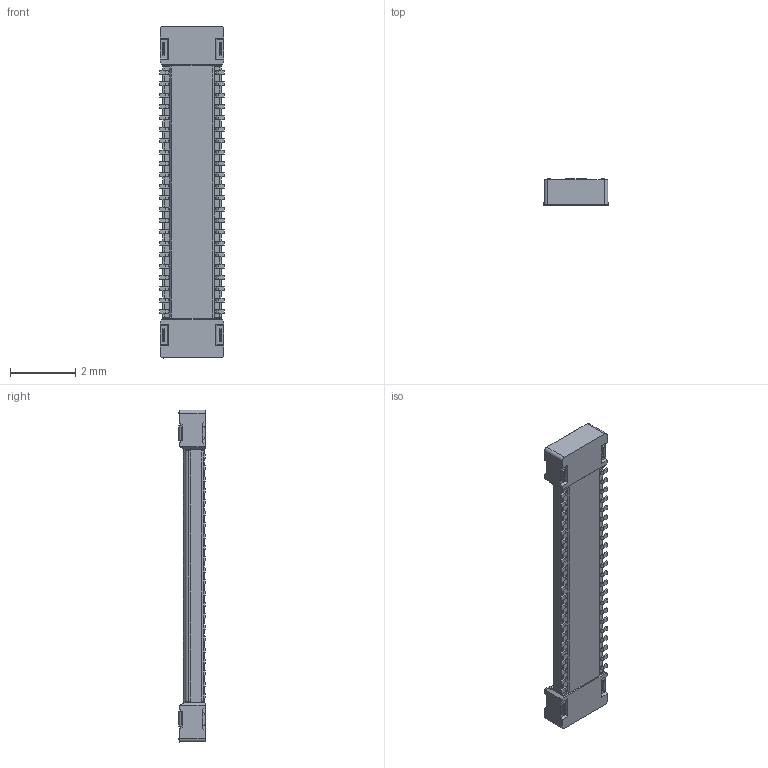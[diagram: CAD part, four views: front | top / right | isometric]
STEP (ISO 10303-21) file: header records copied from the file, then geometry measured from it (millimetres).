
FILE_DESCRIPTION(('Creo Elements/Direct Modeling STEP Export'),'2;1');
FILE_NAME('BM23PF0_8-44DS-0_35V.stp','2020-04-15T15:06:39',(''),(''),'Creo Elements/Direct Modeling STEP processor for AP214 (Solid Model)','Creo Elements/Direct Modeling 19.0G 27-Nov-2017 (C) Parametric Technology GmbH','');
FILE_SCHEMA(('AUTOMOTIVE_DESIGN { 1 0 10303 214 1 1 1 1 }'));
Products named in the file (2): BM23PF0_8-44DS-0_35V
Assembly tree (1 placements, depth 2):
  BM23PF0_8-44DS-0_35V
    BM23PF0_8-44DS-0_35V
Bounding box: 1.98 x 0.8 x 10.2 mm (x, y, z)
Volume: 8.8 mm3; surface area: 76.9 mm2
Topology: 1 solids, 1 shells, 1350 faces, 4315 edges, 2952 vertices
Faces by surface type: plane 991, cylinder 267, cone 92
Entity records: 59022 total; most frequent: CARTESIAN_POINT 9208, ORIENTED_EDGE 8630, DIRECTION 7580, EDGE_CURVE 4315, VECTOR 3540, LINE 3540, VERTEX_POINT 2952, AXIS2_PLACEMENT_3D 2020
